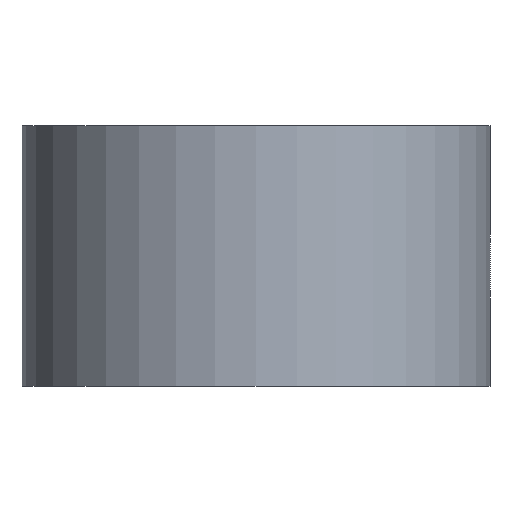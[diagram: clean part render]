
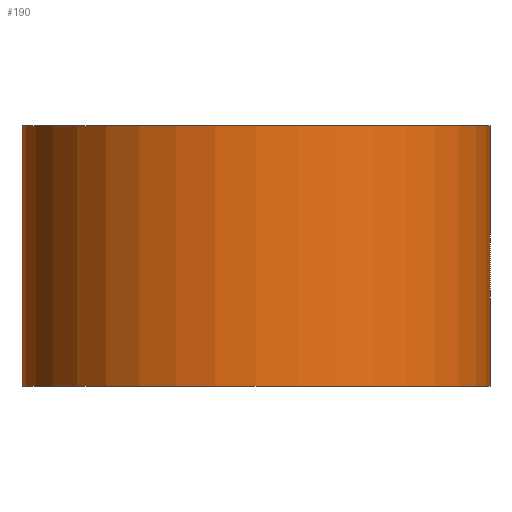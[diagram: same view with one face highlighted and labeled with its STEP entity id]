
A CAD part, front view. The second image highlights one B-rep face of the part: STEP entity #190.
In plain terms, the highlighted cylindrical face has radius 5.4 mm (diameter 10.8 mm), a partial arc.
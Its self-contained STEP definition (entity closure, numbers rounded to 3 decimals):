
#33=FACE_OUTER_BOUND('',#48,.T.);
#48=EDGE_LOOP('',(#160,#161,#162,#163));
#60=LINE('',#342,#70);
#61=LINE('',#346,#71);
#70=VECTOR('',#285,10.);
#71=VECTOR('',#290,10.);
#77=CIRCLE('',#214,5.4);
#84=CIRCLE('',#229,5.4);
#88=VERTEX_POINT('',#305);
#92=VERTEX_POINT('',#312);
#100=VERTEX_POINT('',#340);
#101=VERTEX_POINT('',#344);
#109=EDGE_CURVE('',#92,#88,#77,.T.);
#122=EDGE_CURVE('',#100,#92,#60,.T.);
#123=EDGE_CURVE('',#101,#100,#84,.T.);
#124=EDGE_CURVE('',#88,#101,#61,.T.);
#160=ORIENTED_EDGE('',*,*,#122,.F.);
#161=ORIENTED_EDGE('',*,*,#123,.F.);
#162=ORIENTED_EDGE('',*,*,#124,.F.);
#163=ORIENTED_EDGE('',*,*,#109,.F.);
#179=CYLINDRICAL_SURFACE('',#228,5.4);
#190=ADVANCED_FACE('',(#33),#179,.T.);
#214=AXIS2_PLACEMENT_3D('',#314,#251,#252);
#228=AXIS2_PLACEMENT_3D('',#343,#286,#287);
#229=AXIS2_PLACEMENT_3D('',#345,#288,#289);
#251=DIRECTION('center_axis',(0.,0.,1.));
#252=DIRECTION('ref_axis',(1.,0.,0.));
#285=DIRECTION('',(0.,0.,1.));
#286=DIRECTION('center_axis',(0.,0.,-1.));
#287=DIRECTION('ref_axis',(-0.707,-0.707,0.));
#288=DIRECTION('center_axis',(0.,0.,-1.));
#289=DIRECTION('ref_axis',(1.,0.,0.));
#290=DIRECTION('',(0.,0.,-1.));
#305=CARTESIAN_POINT('',(5.4,0.,3.));
#312=CARTESIAN_POINT('',(0.,5.4,3.));
#314=CARTESIAN_POINT('Origin',(0.,0.,3.));
#340=CARTESIAN_POINT('',(0.,5.4,-3.));
#342=CARTESIAN_POINT('',(0.,5.4,0.));
#343=CARTESIAN_POINT('Origin',(0.,0.,0.));
#344=CARTESIAN_POINT('',(5.4,0.,-3.));
#345=CARTESIAN_POINT('Origin',(0.,0.,-3.));
#346=CARTESIAN_POINT('',(5.4,0.,0.));
